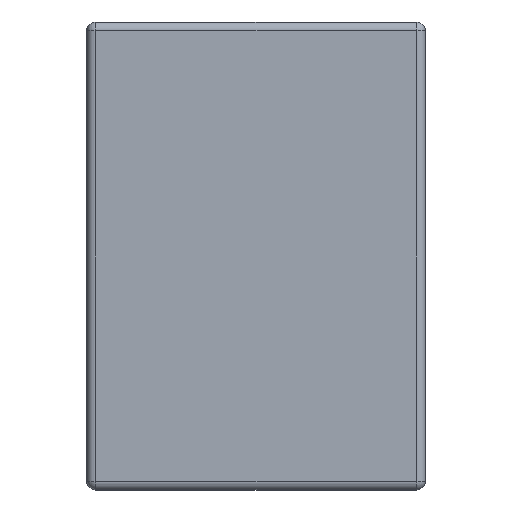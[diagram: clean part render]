
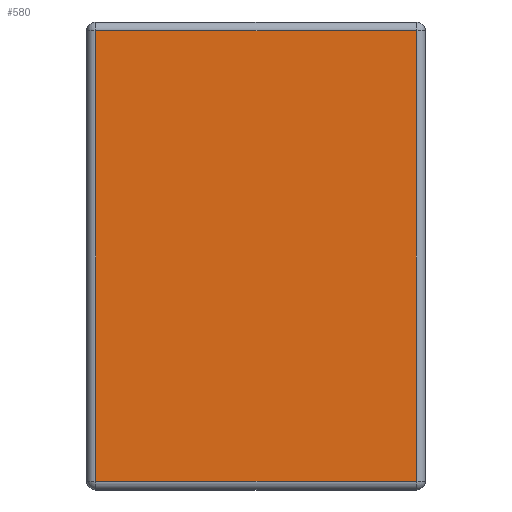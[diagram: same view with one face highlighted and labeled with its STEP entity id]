
A CAD part, left-side view. The second image highlights one B-rep face of the part: STEP entity #580.
In plain terms, the highlighted planar face has unit normal (-1, 0, 0).
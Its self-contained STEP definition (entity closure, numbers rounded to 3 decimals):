
#7 = VERTEX_POINT ( 'NONE', #1487 ) ;
#26 = DIRECTION ( 'NONE',  ( 0., 0., 1. ) ) ;
#56 = LINE ( 'NONE', #1535, #1504 ) ;
#275 = LINE ( 'NONE', #1470, #567 ) ;
#300 = CARTESIAN_POINT ( 'NONE',  ( -21.5, 15.2, -20.6 ) ) ;
#312 = CARTESIAN_POINT ( 'NONE',  ( -21.5, 15.2, 0. ) ) ;
#425 = CARTESIAN_POINT ( 'NONE',  ( -21.5, 14.8, 0. ) ) ;
#567 = VECTOR ( 'NONE', #875, 1000. ) ;
#580 = ADVANCED_FACE ( 'NONE', ( #1426 ), #1213, .T. ) ;
#711 = ORIENTED_EDGE ( 'NONE', *, *, #1416, .T. ) ;
#769 = VECTOR ( 'NONE', #1199, 1000. ) ;
#788 = VECTOR ( 'NONE', #1605, 1000. ) ;
#851 = ORIENTED_EDGE ( 'NONE', *, *, #1900, .T. ) ;
#875 = DIRECTION ( 'NONE',  ( 0., 1., 0. ) ) ;
#900 = DIRECTION ( 'NONE',  ( 0., 0., 1. ) ) ;
#914 = LINE ( 'NONE', #425, #788 ) ;
#989 = VERTEX_POINT ( 'NONE', #1773 ) ;
#1002 = EDGE_CURVE ( 'NONE', #7, #1247, #275, .T. ) ;
#1039 = AXIS2_PLACEMENT_3D ( 'NONE', #312, #1655, #900 ) ;
#1199 = DIRECTION ( 'NONE',  ( 0., -1., 0. ) ) ;
#1213 = PLANE ( 'NONE',  #1039 ) ;
#1219 = ORIENTED_EDGE ( 'NONE', *, *, #1002, .T. ) ;
#1247 = VERTEX_POINT ( 'NONE', #1305 ) ;
#1305 = CARTESIAN_POINT ( 'NONE',  ( -21.5, 14.8, -0.4 ) ) ;
#1416 = EDGE_CURVE ( 'NONE', #1643, #989, #1873, .T. ) ;
#1419 = CARTESIAN_POINT ( 'NONE',  ( -21.5, 14.8, -20.6 ) ) ;
#1426 = FACE_OUTER_BOUND ( 'NONE', #1906, .T. ) ;
#1440 = ORIENTED_EDGE ( 'NONE', *, *, #1530, .T. ) ;
#1470 = CARTESIAN_POINT ( 'NONE',  ( -21.5, 15.2, -0.4 ) ) ;
#1487 = CARTESIAN_POINT ( 'NONE',  ( -21.5, 0.4, -0.4 ) ) ;
#1504 = VECTOR ( 'NONE', #26, 1000. ) ;
#1530 = EDGE_CURVE ( 'NONE', #989, #7, #56, .T. ) ;
#1535 = CARTESIAN_POINT ( 'NONE',  ( -21.5, 0.4, 0. ) ) ;
#1605 = DIRECTION ( 'NONE',  ( 0., 0., -1. ) ) ;
#1643 = VERTEX_POINT ( 'NONE', #1419 ) ;
#1655 = DIRECTION ( 'NONE',  ( -1., 0., 0. ) ) ;
#1773 = CARTESIAN_POINT ( 'NONE',  ( -21.5, 0.4, -20.6 ) ) ;
#1873 = LINE ( 'NONE', #300, #769 ) ;
#1900 = EDGE_CURVE ( 'NONE', #1247, #1643, #914, .T. ) ;
#1906 = EDGE_LOOP ( 'NONE', ( #1219, #851, #711, #1440 ) ) ;
